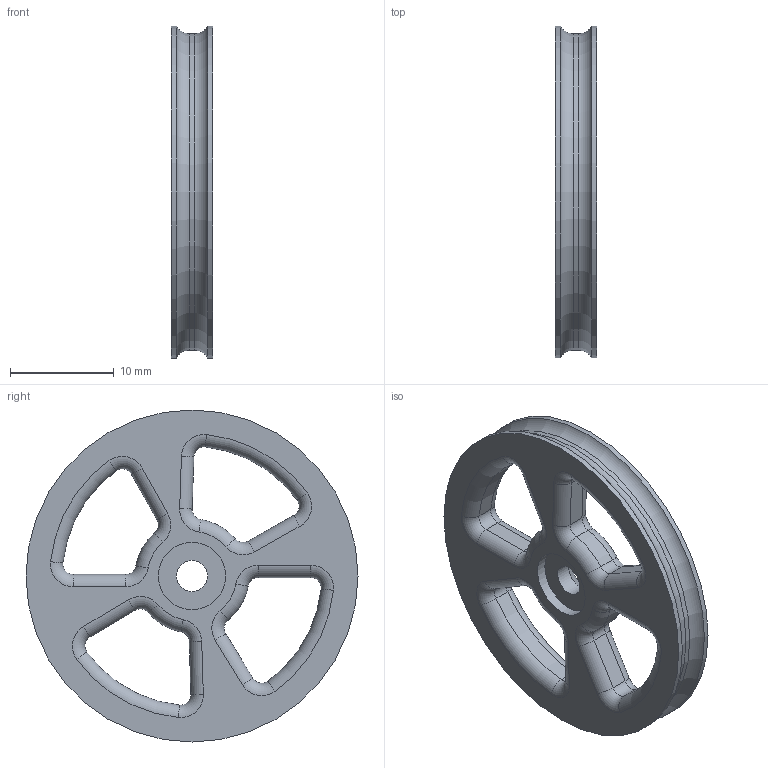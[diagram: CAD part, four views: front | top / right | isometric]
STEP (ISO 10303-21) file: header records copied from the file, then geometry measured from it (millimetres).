
FILE_DESCRIPTION(/* description */ (''),/* implementation_level */ '2;1');
FILE_NAME(/* name */ 'Roda dianteira (anel) v2.step',/* time_stamp */ '2025-08-08T23:54:16-03:00',/* author */ (''),/* organization */ (''),/* preprocessor_version */ 'ST-DEVELOPER v20.1',/* originating_system */ 'Autodesk Translation Framework v14.10.0.0',/* authorisation */ '');
FILE_SCHEMA (('AUTOMOTIVE_DESIGN { 1 0 10303 214 3 1 1 }'));
Length unit declared in the file: millimetre
Products named in the file (1): Roda dianteira (anel)
Bounding box: 4 x 32 x 32 mm (x, y, z)
Volume: 1890.7 mm3; surface area: 1949.2 mm2
Topology: 1 solids, 1 shells, 107 faces, 247 edges, 143 vertices
Faces by surface type: torus 50, cylinder 45, plane 11, cone 1
Full cylindrical faces by diameter (mm): 3 x1, 6.5 x1, 30.5 x1, 32 x2
Entity records: 3118 total; most frequent: DIRECTION 640, CARTESIAN_POINT 498, ORIENTED_EDGE 494, AXIS2_PLACEMENT_3D 285, EDGE_CURVE 247, CIRCLE 177, VERTEX_POINT 143, EDGE_LOOP 118
